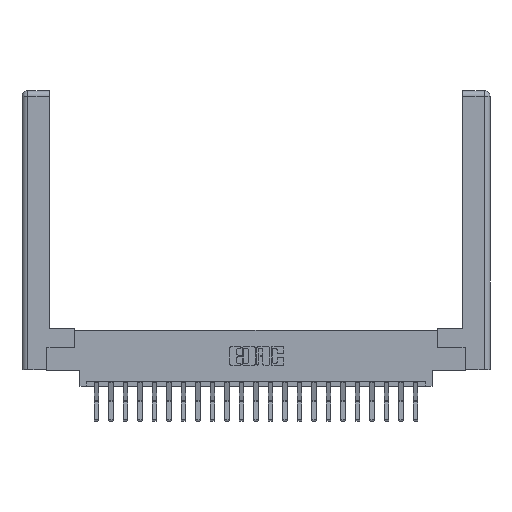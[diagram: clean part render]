
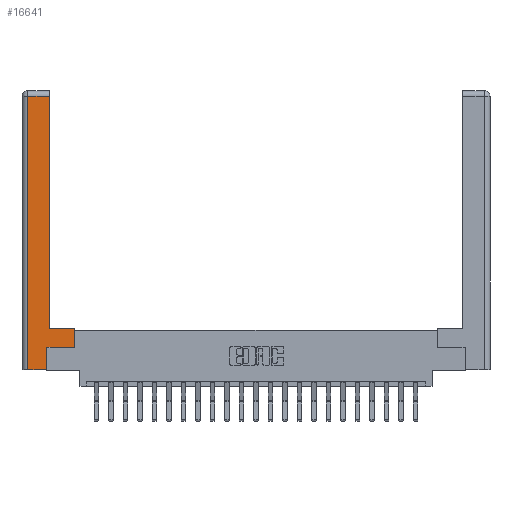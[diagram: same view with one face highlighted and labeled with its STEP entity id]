
A CAD part, top view. The second image highlights one B-rep face of the part: STEP entity #16641.
In plain terms, the highlighted planar face has unit normal (0, 0, 1).
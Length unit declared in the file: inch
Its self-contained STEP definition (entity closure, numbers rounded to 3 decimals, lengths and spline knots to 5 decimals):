
#170 = AXIS2_PLACEMENT_3D ( 'NONE', #17339, #10114, #22670 ) ;
#385 = VECTOR ( 'NONE', #9067, 39.37008 ) ;
#951 = FACE_OUTER_BOUND ( 'NONE', #1388, .T. ) ;
#1135 = EDGE_CURVE ( 'NONE', #8218, #18389, #10422, .T. ) ;
#1210 = LINE ( 'NONE', #22885, #7612 ) ;
#1222 = ORIENTED_EDGE ( 'NONE', *, *, #18233, .T. ) ;
#1318 = PLANE ( 'NONE',  #170 ) ;
#1388 = EDGE_LOOP ( 'NONE', ( #9885, #21441, #9967, #16214, #22099, #11170, #21893, #1222 ) ) ;
#2322 = CARTESIAN_POINT ( 'NONE',  ( 0.265, 0.245, 0. ) ) ;
#2529 = DIRECTION ( 'NONE',  ( 1., 0., 0. ) ) ;
#3043 = VECTOR ( 'NONE', #2529, 39.37008 ) ;
#3072 = LINE ( 'NONE', #12739, #15691 ) ;
#3165 = CARTESIAN_POINT ( 'NONE',  ( 0.295, 2.94, 0. ) ) ;
#3453 = VERTEX_POINT ( 'NONE', #6654 ) ;
#4021 = EDGE_CURVE ( 'NONE', #3453, #8218, #13115, .T. ) ;
#4332 = CARTESIAN_POINT ( 'NONE',  ( 0.265, 0.245, 0. ) ) ;
#5921 = DIRECTION ( 'NONE',  ( 0., 1., 0. ) ) ;
#6654 = CARTESIAN_POINT ( 'NONE',  ( 0.0615, 0., 0. ) ) ;
#7335 = DIRECTION ( 'NONE',  ( 1., 0., 0. ) ) ;
#7568 = VERTEX_POINT ( 'NONE', #22431 ) ;
#7612 = VECTOR ( 'NONE', #15856, 39.37008 ) ;
#7688 = DIRECTION ( 'NONE',  ( 0., 1., 0. ) ) ;
#7873 = EDGE_CURVE ( 'NONE', #9835, #3453, #17174, .T. ) ;
#7907 = VECTOR ( 'NONE', #14842, 39.37008 ) ;
#7975 = EDGE_CURVE ( 'NONE', #10215, #7568, #1210, .T. ) ;
#8095 = DIRECTION ( 'NONE',  ( -1., 0., 0. ) ) ;
#8218 = VERTEX_POINT ( 'NONE', #10274 ) ;
#8302 = LINE ( 'NONE', #14605, #16177 ) ;
#8883 = CARTESIAN_POINT ( 'NONE',  ( 0.0615, 2.94, 0. ) ) ;
#9067 = DIRECTION ( 'NONE',  ( -1., 0., 0. ) ) ;
#9133 = VERTEX_POINT ( 'NONE', #15695 ) ;
#9835 = VERTEX_POINT ( 'NONE', #8883 ) ;
#9885 = ORIENTED_EDGE ( 'NONE', *, *, #13918, .T. ) ;
#9967 = ORIENTED_EDGE ( 'NONE', *, *, #7873, .T. ) ;
#10114 = DIRECTION ( 'NONE',  ( 0., 0., -1. ) ) ;
#10215 = VERTEX_POINT ( 'NONE', #15315 ) ;
#10274 = CARTESIAN_POINT ( 'NONE',  ( 0.265, 0., 0. ) ) ;
#10282 = VERTEX_POINT ( 'NONE', #3165 ) ;
#10422 = LINE ( 'NONE', #2322, #20219 ) ;
#11170 = ORIENTED_EDGE ( 'NONE', *, *, #18646, .T. ) ;
#11778 = VECTOR ( 'NONE', #8095, 39.37008 ) ;
#12739 = CARTESIAN_POINT ( 'NONE',  ( 0.565, 0.245, 0. ) ) ;
#13115 = LINE ( 'NONE', #20263, #3043 ) ;
#13918 = EDGE_CURVE ( 'NONE', #9133, #10282, #8302, .T. ) ;
#14605 = CARTESIAN_POINT ( 'NONE',  ( 0.295, 3., 0. ) ) ;
#14664 = LINE ( 'NONE', #16158, #385 ) ;
#14842 = DIRECTION ( 'NONE',  ( 0., -1., 0. ) ) ;
#15315 = CARTESIAN_POINT ( 'NONE',  ( 0.565, 0.245, 0. ) ) ;
#15691 = VECTOR ( 'NONE', #7335, 39.37008 ) ;
#15695 = CARTESIAN_POINT ( 'NONE',  ( 0.295, 0.45, 0. ) ) ;
#15797 = EDGE_CURVE ( 'NONE', #10282, #9835, #14664, .T. ) ;
#15856 = DIRECTION ( 'NONE',  ( 0., 1., 0. ) ) ;
#16158 = CARTESIAN_POINT ( 'NONE',  ( 0.0615, 2.94, 0. ) ) ;
#16177 = VECTOR ( 'NONE', #7688, 39.37008 ) ;
#16214 = ORIENTED_EDGE ( 'NONE', *, *, #4021, .T. ) ;
#16641 = ADVANCED_FACE ( 'NONE', ( #951 ), #1318, .F. ) ;
#17174 = LINE ( 'NONE', #21937, #7907 ) ;
#17192 = CARTESIAN_POINT ( 'NONE',  ( 0.295, 0.45, 0. ) ) ;
#17339 = CARTESIAN_POINT ( 'NONE',  ( 0., 0., 0. ) ) ;
#18233 = EDGE_CURVE ( 'NONE', #7568, #9133, #21282, .T. ) ;
#18389 = VERTEX_POINT ( 'NONE', #4332 ) ;
#18646 = EDGE_CURVE ( 'NONE', #18389, #10215, #3072, .T. ) ;
#20219 = VECTOR ( 'NONE', #5921, 39.37008 ) ;
#20263 = CARTESIAN_POINT ( 'NONE',  ( 0.265, 0., 0. ) ) ;
#21282 = LINE ( 'NONE', #17192, #11778 ) ;
#21441 = ORIENTED_EDGE ( 'NONE', *, *, #15797, .T. ) ;
#21893 = ORIENTED_EDGE ( 'NONE', *, *, #7975, .T. ) ;
#21937 = CARTESIAN_POINT ( 'NONE',  ( 0.0615, 0., 0. ) ) ;
#22099 = ORIENTED_EDGE ( 'NONE', *, *, #1135, .T. ) ;
#22431 = CARTESIAN_POINT ( 'NONE',  ( 0.565, 0.45, 0. ) ) ;
#22670 = DIRECTION ( 'NONE',  ( -1., 0., 0. ) ) ;
#22885 = CARTESIAN_POINT ( 'NONE',  ( 0.565, 0.45, 0. ) ) ;
